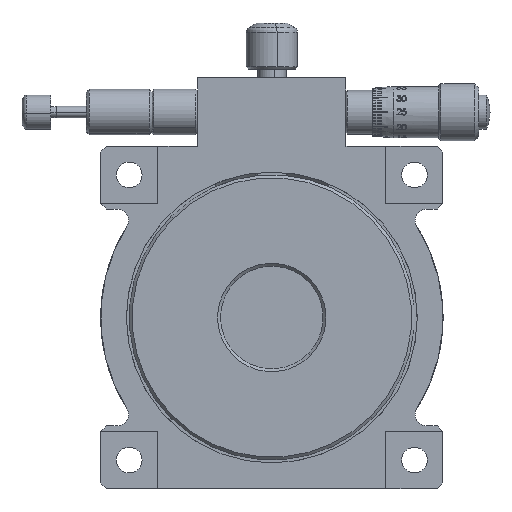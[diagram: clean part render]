
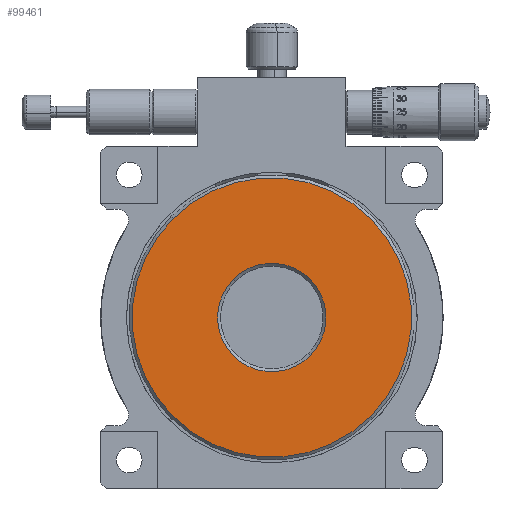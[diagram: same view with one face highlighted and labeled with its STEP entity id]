
A CAD part, front view. The second image highlights one B-rep face of the part: STEP entity #99461.
In plain terms, the highlighted planar face has unit normal (0, -1, 0).
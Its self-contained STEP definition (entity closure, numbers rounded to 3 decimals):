
#1026 = CARTESIAN_POINT ( 'NONE',  ( 0., 0.3, 0. ) ) ;
#3068 = AXIS2_PLACEMENT_3D ( 'NONE', #1026, #78564, #12129 ) ;
#6115 = EDGE_CURVE ( 'NONE', #143649, #116065, #120070, .T. ) ;
#12129 = DIRECTION ( 'NONE',  ( -0.707, 0., 0.707 ) ) ;
#13860 = DIRECTION ( 'NONE',  ( -0.707, 0., 0.707 ) ) ;
#14500 = DIRECTION ( 'NONE',  ( 0., -1., 0. ) ) ;
#14794 = CARTESIAN_POINT ( 'NONE',  ( 0., 0.3, 0. ) ) ;
#17267 = VERTEX_POINT ( 'NONE', #33905 ) ;
#18974 = EDGE_CURVE ( 'NONE', #116065, #143649, #24268, .T. ) ;
#24268 = CIRCLE ( 'NONE', #76814, 9.5 ) ;
#29403 = AXIS2_PLACEMENT_3D ( 'NONE', #75773, #62389, #62721 ) ;
#33905 = CARTESIAN_POINT ( 'NONE',  ( 17.324, 0.3, -17.324 ) ) ;
#35841 = PLANE ( 'NONE',  #123275 ) ;
#38723 = EDGE_CURVE ( 'NONE', #17267, #136468, #81051, .T. ) ;
#42128 = DIRECTION ( 'NONE',  ( 0., -1., 0. ) ) ;
#48299 = CARTESIAN_POINT ( 'NONE',  ( -6.718, 0.3, 6.718 ) ) ;
#48773 = ORIENTED_EDGE ( 'NONE', *, *, #142877, .T. ) ;
#52830 = FACE_OUTER_BOUND ( 'NONE', #68447, .T. ) ;
#59465 = CARTESIAN_POINT ( 'NONE',  ( -17.324, 0.3, 17.324 ) ) ;
#62389 = DIRECTION ( 'NONE',  ( 0., -1., 0. ) ) ;
#62721 = DIRECTION ( 'NONE',  ( -0.707, 0., 0.707 ) ) ;
#62912 = DIRECTION ( 'NONE',  ( 0., -1., 0. ) ) ;
#68447 = EDGE_LOOP ( 'NONE', ( #112672, #48773 ) ) ;
#75773 = CARTESIAN_POINT ( 'NONE',  ( 0., 0.3, 0. ) ) ;
#76814 = AXIS2_PLACEMENT_3D ( 'NONE', #14794, #14500, #13860 ) ;
#78564 = DIRECTION ( 'NONE',  ( 0., -1., 0. ) ) ;
#81051 = CIRCLE ( 'NONE', #3068, 24.5 ) ;
#87632 = ORIENTED_EDGE ( 'NONE', *, *, #18974, .F. ) ;
#95863 = CARTESIAN_POINT ( 'NONE',  ( -17.678, 0.3, 17.678 ) ) ;
#99461 = ADVANCED_FACE ( 'NONE', ( #52830, #137743 ), #35841, .T. ) ;
#103071 = CIRCLE ( 'NONE', #126975, 24.5 ) ;
#106775 = EDGE_LOOP ( 'NONE', ( #87632, #135601 ) ) ;
#108263 = CARTESIAN_POINT ( 'NONE',  ( 6.718, 0.3, -6.718 ) ) ;
#108411 = CARTESIAN_POINT ( 'NONE',  ( 0., 0.3, 0. ) ) ;
#112672 = ORIENTED_EDGE ( 'NONE', *, *, #38723, .T. ) ;
#116065 = VERTEX_POINT ( 'NONE', #48299 ) ;
#119556 = DIRECTION ( 'NONE',  ( -0.707, 0., 0.707 ) ) ;
#120070 = CIRCLE ( 'NONE', #29403, 9.5 ) ;
#123275 = AXIS2_PLACEMENT_3D ( 'NONE', #95863, #62912, #140339 ) ;
#126975 = AXIS2_PLACEMENT_3D ( 'NONE', #108411, #42128, #119556 ) ;
#135601 = ORIENTED_EDGE ( 'NONE', *, *, #6115, .F. ) ;
#136468 = VERTEX_POINT ( 'NONE', #59465 ) ;
#137743 = FACE_BOUND ( 'NONE', #106775, .T. ) ;
#140339 = DIRECTION ( 'NONE',  ( -0.707, 0., 0.707 ) ) ;
#142877 = EDGE_CURVE ( 'NONE', #136468, #17267, #103071, .T. ) ;
#143649 = VERTEX_POINT ( 'NONE', #108263 ) ;
